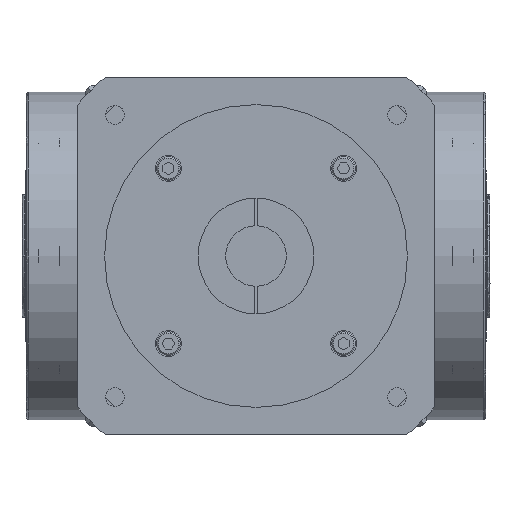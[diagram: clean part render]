
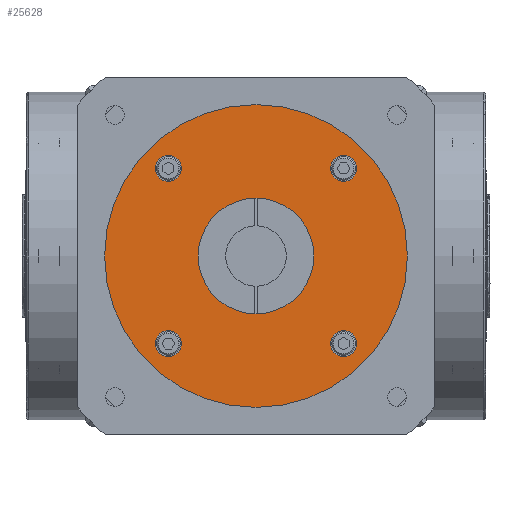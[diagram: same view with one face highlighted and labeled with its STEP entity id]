
A CAD part, front view. The second image highlights one B-rep face of the part: STEP entity #25628.
In plain terms, the highlighted planar face has unit normal (0, -1, 0).
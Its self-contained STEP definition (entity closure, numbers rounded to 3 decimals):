
#266 = ORIENTED_EDGE ( 'NONE', *, *, #12039, .F. ) ;
#597 = CIRCLE ( 'NONE', #4411, 55. ) ;
#1147 = CARTESIAN_POINT ( 'NONE',  ( 36.57, -40.5, 31.82 ) ) ;
#1536 = DIRECTION ( 'NONE',  ( 0., 1., 0. ) ) ;
#2454 = EDGE_CURVE ( 'NONE', #17306, #11964, #22903, .T. ) ;
#2816 = ORIENTED_EDGE ( 'NONE', *, *, #8706, .F. ) ;
#3549 = ORIENTED_EDGE ( 'NONE', *, *, #23017, .F. ) ;
#4411 = AXIS2_PLACEMENT_3D ( 'NONE', #22726, #9082, #24974 ) ;
#4573 = CARTESIAN_POINT ( 'NONE',  ( 31.82, -40.5, 31.82 ) ) ;
#4614 = EDGE_CURVE ( 'NONE', #28850, #22119, #12431, .T. ) ;
#4798 = CARTESIAN_POINT ( 'NONE',  ( -55., -40.5, 0. ) ) ;
#5575 = FACE_BOUND ( 'NONE', #17186, .T. ) ;
#6809 = CARTESIAN_POINT ( 'NONE',  ( -27.07, -40.5, -31.82 ) ) ;
#6884 = DIRECTION ( 'NONE',  ( -1., 0., 0. ) ) ;
#6908 = DIRECTION ( 'NONE',  ( -1., 0., 0. ) ) ;
#6921 = DIRECTION ( 'NONE',  ( 0., -1., 0. ) ) ;
#6974 = CIRCLE ( 'NONE', #18176, 4.75 ) ;
#6976 = EDGE_CURVE ( 'NONE', #29370, #25894, #26434, .T. ) ;
#6987 = CARTESIAN_POINT ( 'NONE',  ( -31.82, -40.5, -31.82 ) ) ;
#7410 = ORIENTED_EDGE ( 'NONE', *, *, #2454, .F. ) ;
#7437 = CIRCLE ( 'NONE', #9445, 4.75 ) ;
#7727 = CARTESIAN_POINT ( 'NONE',  ( -31.82, -40.5, 31.82 ) ) ;
#8406 = AXIS2_PLACEMENT_3D ( 'NONE', #6987, #6921, #6884 ) ;
#8434 = CARTESIAN_POINT ( 'NONE',  ( 0., -40.5, 0. ) ) ;
#8706 = EDGE_CURVE ( 'NONE', #27673, #18061, #17275, .T. ) ;
#8801 = VERTEX_POINT ( 'NONE', #4798 ) ;
#9082 = DIRECTION ( 'NONE',  ( 0., 1., 0. ) ) ;
#9334 = ORIENTED_EDGE ( 'NONE', *, *, #4614, .T. ) ;
#9445 = AXIS2_PLACEMENT_3D ( 'NONE', #4573, #20637, #6908 ) ;
#10075 = DIRECTION ( 'NONE',  ( -1., 0., 0. ) ) ;
#10096 = DIRECTION ( 'NONE',  ( 0., 1., 0. ) ) ;
#10479 = DIRECTION ( 'NONE',  ( 0., -1., 0. ) ) ;
#10580 = ORIENTED_EDGE ( 'NONE', *, *, #23571, .T. ) ;
#10826 = DIRECTION ( 'NONE',  ( 1., 0., 0. ) ) ;
#10896 = EDGE_CURVE ( 'NONE', #16740, #26681, #7437, .T. ) ;
#11824 = FACE_BOUND ( 'NONE', #16851, .T. ) ;
#11964 = VERTEX_POINT ( 'NONE', #22336 ) ;
#12039 = EDGE_CURVE ( 'NONE', #8801, #26341, #597, .T. ) ;
#12334 = PLANE ( 'NONE',  #20648 ) ;
#12431 = CIRCLE ( 'NONE', #15197, 21. ) ;
#13001 = CARTESIAN_POINT ( 'NONE',  ( 31.82, -40.5, -31.82 ) ) ;
#13157 = DIRECTION ( 'NONE',  ( 0., -1., 0. ) ) ;
#13565 = ORIENTED_EDGE ( 'NONE', *, *, #26930, .F. ) ;
#13601 = DIRECTION ( 'NONE',  ( 1., 0., 0. ) ) ;
#14419 = AXIS2_PLACEMENT_3D ( 'NONE', #24028, #10479, #26276 ) ;
#15005 = EDGE_LOOP ( 'NONE', ( #9334, #10580 ) ) ;
#15197 = AXIS2_PLACEMENT_3D ( 'NONE', #19168, #28102, #13601 ) ;
#15265 = DIRECTION ( 'NONE',  ( -1., 0., 0. ) ) ;
#15429 = ORIENTED_EDGE ( 'NONE', *, *, #22462, .F. ) ;
#15472 = CARTESIAN_POINT ( 'NONE',  ( 0., -40.5, 0. ) ) ;
#15499 = CARTESIAN_POINT ( 'NONE',  ( 36.57, -40.5, -31.82 ) ) ;
#15555 = DIRECTION ( 'NONE',  ( -1., 0., 0. ) ) ;
#15706 = DIRECTION ( 'NONE',  ( 0., -1., 0. ) ) ;
#15743 = CARTESIAN_POINT ( 'NONE',  ( 31.82, -40.5, -31.82 ) ) ;
#15744 = EDGE_LOOP ( 'NONE', ( #7410, #13565 ) ) ;
#16465 = ORIENTED_EDGE ( 'NONE', *, *, #10896, .F. ) ;
#16521 = DIRECTION ( 'NONE',  ( -1., 0., 0. ) ) ;
#16538 = EDGE_LOOP ( 'NONE', ( #15429, #23651 ) ) ;
#16545 = DIRECTION ( 'NONE',  ( 0., -1., 0. ) ) ;
#16550 = CARTESIAN_POINT ( 'NONE',  ( -31.82, -40.5, 31.82 ) ) ;
#16740 = VERTEX_POINT ( 'NONE', #1147 ) ;
#16819 = EDGE_LOOP ( 'NONE', ( #28669, #266 ) ) ;
#16851 = EDGE_LOOP ( 'NONE', ( #3549, #16465 ) ) ;
#16951 = CARTESIAN_POINT ( 'NONE',  ( 55., -40.5, 0. ) ) ;
#17044 = ORIENTED_EDGE ( 'NONE', *, *, #26411, .F. ) ;
#17122 = FACE_BOUND ( 'NONE', #15005, .T. ) ;
#17186 = EDGE_LOOP ( 'NONE', ( #2816, #17044 ) ) ;
#17275 = CIRCLE ( 'NONE', #8406, 4.75 ) ;
#17306 = VERTEX_POINT ( 'NONE', #27566 ) ;
#17732 = DIRECTION ( 'NONE',  ( 1., 0., 0. ) ) ;
#17822 = FACE_BOUND ( 'NONE', #15744, .T. ) ;
#18061 = VERTEX_POINT ( 'NONE', #6809 ) ;
#18176 = AXIS2_PLACEMENT_3D ( 'NONE', #7727, #23655, #10075 ) ;
#18456 = EDGE_CURVE ( 'NONE', #26341, #8801, #21182, .T. ) ;
#18707 = CIRCLE ( 'NONE', #21053, 4.75 ) ;
#18726 = AXIS2_PLACEMENT_3D ( 'NONE', #16550, #16545, #16521 ) ;
#19168 = CARTESIAN_POINT ( 'NONE',  ( 0., -40.5, 0. ) ) ;
#19688 = CIRCLE ( 'NONE', #26213, 21. ) ;
#20637 = DIRECTION ( 'NONE',  ( 0., -1., 0. ) ) ;
#20648 = AXIS2_PLACEMENT_3D ( 'NONE', #23667, #10096, #25942 ) ;
#21053 = AXIS2_PLACEMENT_3D ( 'NONE', #13001, #28601, #15265 ) ;
#21182 = CIRCLE ( 'NONE', #27089, 55. ) ;
#22119 = VERTEX_POINT ( 'NONE', #25145 ) ;
#22336 = CARTESIAN_POINT ( 'NONE',  ( -27.07, -40.5, 31.82 ) ) ;
#22462 = EDGE_CURVE ( 'NONE', #25894, #29370, #18707, .T. ) ;
#22726 = CARTESIAN_POINT ( 'NONE',  ( 0., -40.5, 0. ) ) ;
#22903 = CIRCLE ( 'NONE', #18726, 4.75 ) ;
#23017 = EDGE_CURVE ( 'NONE', #26681, #16740, #24653, .T. ) ;
#23112 = FACE_OUTER_BOUND ( 'NONE', #16819, .T. ) ;
#23571 = EDGE_CURVE ( 'NONE', #22119, #28850, #19688, .T. ) ;
#23651 = ORIENTED_EDGE ( 'NONE', *, *, #6976, .F. ) ;
#23655 = DIRECTION ( 'NONE',  ( 0., -1., 0. ) ) ;
#23667 = CARTESIAN_POINT ( 'NONE',  ( 0., -40.5, -55. ) ) ;
#23801 = CARTESIAN_POINT ( 'NONE',  ( 21., -40.5, 0. ) ) ;
#23877 = CARTESIAN_POINT ( 'NONE',  ( -36.57, -40.5, -31.82 ) ) ;
#24028 = CARTESIAN_POINT ( 'NONE',  ( -31.82, -40.5, -31.82 ) ) ;
#24365 = DIRECTION ( 'NONE',  ( 0., 1., 0. ) ) ;
#24653 = CIRCLE ( 'NONE', #29273, 4.75 ) ;
#24733 = AXIS2_PLACEMENT_3D ( 'NONE', #15743, #15706, #15555 ) ;
#24897 = CARTESIAN_POINT ( 'NONE',  ( 27.07, -40.5, 31.82 ) ) ;
#24974 = DIRECTION ( 'NONE',  ( 1., 0., 0. ) ) ;
#25145 = CARTESIAN_POINT ( 'NONE',  ( -21., -40.5, 0. ) ) ;
#25628 = ADVANCED_FACE ( 'NONE', ( #28957, #5575, #17822, #11824, #23112, #17122 ), #12334, .F. ) ;
#25883 = CIRCLE ( 'NONE', #14419, 4.75 ) ;
#25894 = VERTEX_POINT ( 'NONE', #26780 ) ;
#25942 = DIRECTION ( 'NONE',  ( 1., 0., 0. ) ) ;
#26213 = AXIS2_PLACEMENT_3D ( 'NONE', #8434, #24365, #10826 ) ;
#26276 = DIRECTION ( 'NONE',  ( -1., 0., 0. ) ) ;
#26341 = VERTEX_POINT ( 'NONE', #16951 ) ;
#26411 = EDGE_CURVE ( 'NONE', #18061, #27673, #25883, .T. ) ;
#26434 = CIRCLE ( 'NONE', #24733, 4.75 ) ;
#26631 = CARTESIAN_POINT ( 'NONE',  ( 31.82, -40.5, 31.82 ) ) ;
#26681 = VERTEX_POINT ( 'NONE', #24897 ) ;
#26780 = CARTESIAN_POINT ( 'NONE',  ( 27.07, -40.5, -31.82 ) ) ;
#26930 = EDGE_CURVE ( 'NONE', #11964, #17306, #6974, .T. ) ;
#27089 = AXIS2_PLACEMENT_3D ( 'NONE', #15472, #1536, #17732 ) ;
#27566 = CARTESIAN_POINT ( 'NONE',  ( -36.57, -40.5, 31.82 ) ) ;
#27673 = VERTEX_POINT ( 'NONE', #23877 ) ;
#28102 = DIRECTION ( 'NONE',  ( 0., 1., 0. ) ) ;
#28601 = DIRECTION ( 'NONE',  ( 0., -1., 0. ) ) ;
#28669 = ORIENTED_EDGE ( 'NONE', *, *, #18456, .F. ) ;
#28774 = DIRECTION ( 'NONE',  ( -1., 0., 0. ) ) ;
#28850 = VERTEX_POINT ( 'NONE', #23801 ) ;
#28957 = FACE_BOUND ( 'NONE', #16538, .T. ) ;
#29273 = AXIS2_PLACEMENT_3D ( 'NONE', #26631, #13157, #28774 ) ;
#29370 = VERTEX_POINT ( 'NONE', #15499 ) ;
